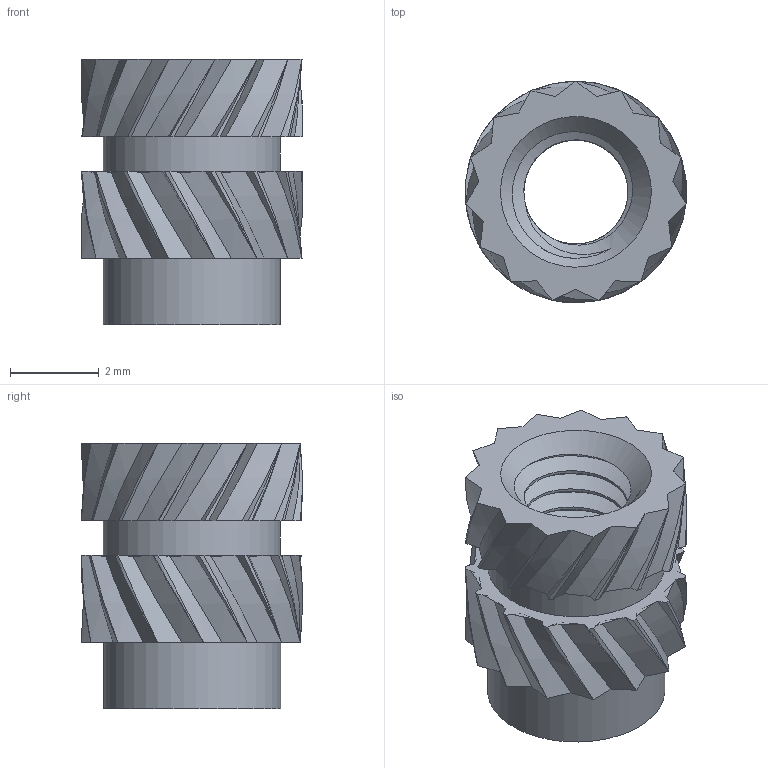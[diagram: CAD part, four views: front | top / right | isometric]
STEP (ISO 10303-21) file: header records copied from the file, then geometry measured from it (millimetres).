
FILE_DESCRIPTION(/* description */ (''),/* implementation_level */ '2;1');
FILE_NAME(/* name */ 'Insert M3 D5 L5mm',/* time_stamp */ '2022-05-23T14:14:13+02:00',/* author */ (''),/* organization */ (''),/* preprocessor_version */ 'ST-DEVELOPER v16.5',/* originating_system */ '',/* authorisation */ '');
FILE_SCHEMA (('AUTOMOTIVE_DESIGN'));
Length unit declared in the file: millimetre
Products named in the file (1): Document
Bounding box: 4.99 x 5 x 6 mm (x, y, z)
Volume: 56.7 mm3; surface area: 211.4 mm2
Topology: 1 solids, 1 shells, 175 faces, 450 edges, 280 vertices
Faces by surface type: bspline 155, plane 20
Entity records: 11177 total; most frequent: CARTESIAN_POINT 8474, ORIENTED_EDGE 900, EDGE_CURVE 450, B_SPLINE_CURVE_WITH_KNOTS 354, VERTEX_POINT 280, EDGE_LOOP 180, ADVANCED_FACE 175, FACE_OUTER_BOUND 175
